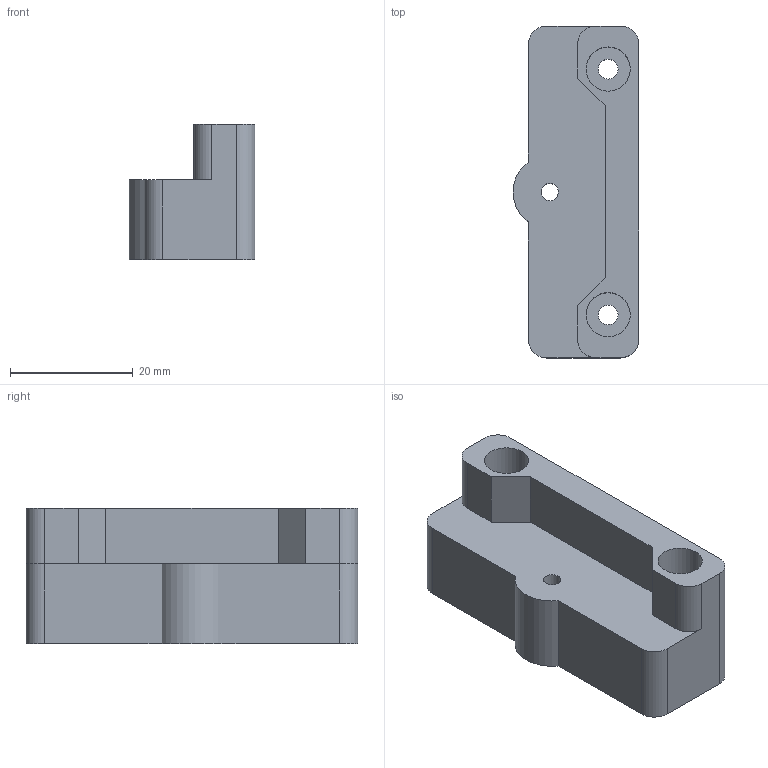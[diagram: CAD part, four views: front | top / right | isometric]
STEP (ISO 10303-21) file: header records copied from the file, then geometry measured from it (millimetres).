
FILE_DESCRIPTION(('FreeCAD Model'),'2;1');
FILE_NAME('Open CASCADE Shape Model','2021-12-25T18:25:38',('Author'),( ''),'Open CASCADE STEP processor 7.5','FreeCAD','Unknown');
FILE_SCHEMA(('AUTOMOTIVE_DESIGN { 1 0 10303 214 1 1 1 1 }'));
Length unit declared in the file: millimetre
Products named in the file (1): clamp.holder
Bounding box: 20.48 x 54 x 22 mm (x, y, z)
Volume: 14588.9 mm3; surface area: 5905.3 mm2
Topology: 1 solids, 1 shells, 27 faces, 71 edges, 48 vertices
Faces by surface type: plane 15, cylinder 12
Full cylindrical faces by diameter (mm): 2.8 x1, 3.2 x2, 7.2 x2
Entity records: 1903 total; most frequent: CARTESIAN_POINT 364, DIRECTION 273, LINE 156, VECTOR 156, ORIENTED_EDGE 142, PCURVE 142, DEFINITIONAL_REPRESENTATION 142, EDGE_CURVE 71
